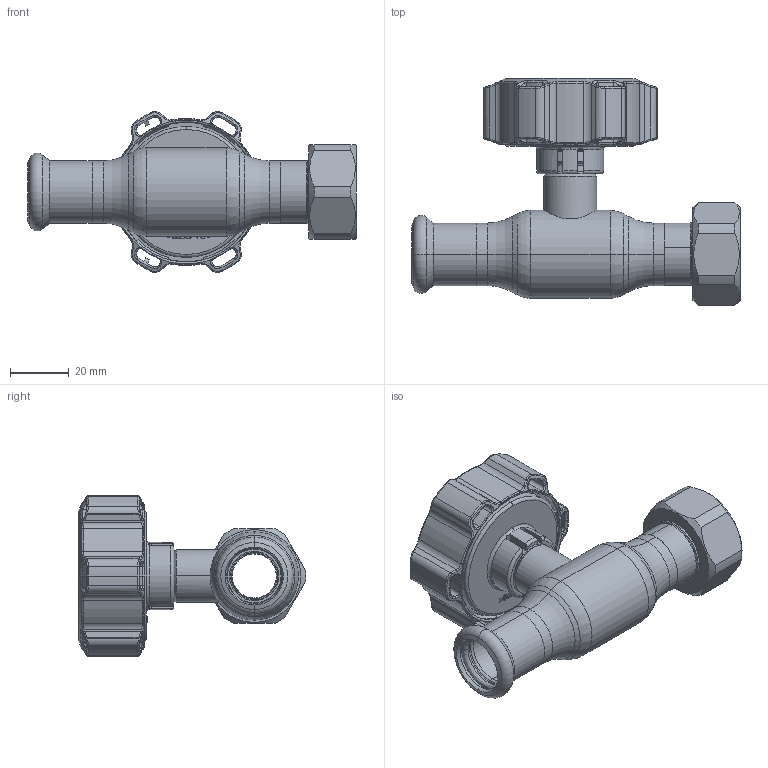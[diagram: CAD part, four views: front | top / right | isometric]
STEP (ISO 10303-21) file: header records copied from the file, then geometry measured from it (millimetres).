
FILE_DESCRIPTION (( 'STEP AP214' ), '1' );
FILE_NAME ('1015001400-1200.step', '2024-01-15T11:21:20', ( '' ), ( '' ), 'SwSTEP 2.0', 'SolidWorks 2021', '' );
FILE_SCHEMA (( 'AUTOMOTIVE_DESIGN' ));
Length unit declared in the file: millimetre
Products named in the file (1): 1015001400-1200
Bounding box: 111.5 x 77.29 x 54.57 mm (x, y, z)
Surface area: 30140.3 mm2 (no closed solid volume)
Topology: 0 solids, 12 shells, 590 faces, 1708 edges, 1093 vertices
Faces by surface type: bspline 200, cylinder 140, plane 103, torus 85, cone 62
Entity records: 37970 total; most frequent: CARTESIAN_POINT 17888, ORIENTED_EDGE 3034, DIRECTION 2360, EDGE_CURVE 1706, VERTEX_POINT 1093, AXIS2_PLACEMENT_3D 952, B_SPLINE_CURVE_WITH_KNOTS 643, EDGE_LOOP 626
